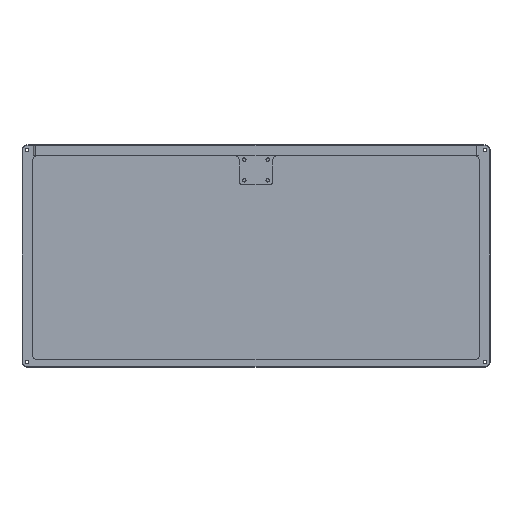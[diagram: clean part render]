
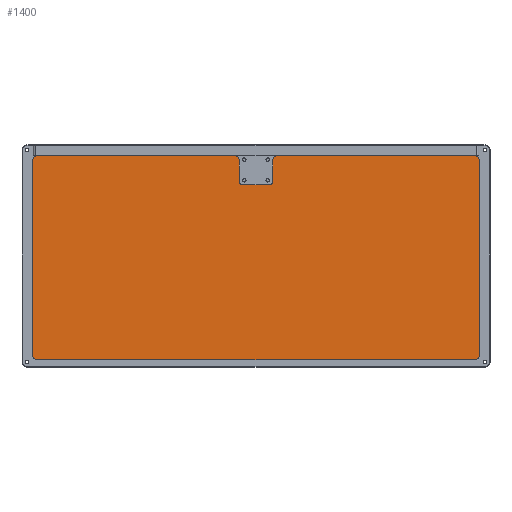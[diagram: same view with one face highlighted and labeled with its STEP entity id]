
A CAD part, top view. The second image highlights one B-rep face of the part: STEP entity #1400.
In plain terms, the highlighted planar face has unit normal (0, 0, 1).
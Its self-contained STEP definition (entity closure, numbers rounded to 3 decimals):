
#82=FACE_OUTER_BOUND('',#173,.T.);
#173=EDGE_LOOP('',(#965,#966,#967,#968,#969,#970,#971,#972,#973,#974,#975,
#976,#977,#978,#979,#980));
#277=LINE('',#2147,#405);
#282=LINE('',#2162,#410);
#283=LINE('',#2166,#411);
#284=LINE('',#2170,#412);
#285=LINE('',#2174,#413);
#286=LINE('',#2177,#414);
#287=LINE('',#2179,#415);
#288=LINE('',#2183,#416);
#405=VECTOR('',#1684,10.);
#410=VECTOR('',#1697,116.088);
#411=VECTOR('',#1700,10.);
#412=VECTOR('',#1703,10.);
#413=VECTOR('',#1706,10.);
#414=VECTOR('',#1709,116.088);
#415=VECTOR('',#1710,10.);
#416=VECTOR('',#1713,10.);
#535=CIRCLE('',#1495,3.);
#537=CIRCLE('',#1499,3.);
#539=CIRCLE('',#1502,3.);
#540=CIRCLE('',#1503,3.);
#541=CIRCLE('',#1504,3.);
#542=CIRCLE('',#1505,3.);
#543=CIRCLE('',#1506,2.);
#544=CIRCLE('',#1507,2.);
#617=VERTEX_POINT('',#2137);
#618=VERTEX_POINT('',#2138);
#621=VERTEX_POINT('',#2146);
#623=VERTEX_POINT('',#2152);
#624=VERTEX_POINT('',#2153);
#627=VERTEX_POINT('',#2161);
#628=VERTEX_POINT('',#2163);
#629=VERTEX_POINT('',#2165);
#630=VERTEX_POINT('',#2167);
#631=VERTEX_POINT('',#2169);
#632=VERTEX_POINT('',#2171);
#633=VERTEX_POINT('',#2173);
#634=VERTEX_POINT('',#2175);
#635=VERTEX_POINT('',#2178);
#636=VERTEX_POINT('',#2180);
#637=VERTEX_POINT('',#2182);
#747=EDGE_CURVE('',#617,#618,#535,.T.);
#751=EDGE_CURVE('',#621,#617,#277,.T.);
#754=EDGE_CURVE('',#623,#624,#537,.T.);
#758=EDGE_CURVE('',#618,#627,#282,.T.);
#759=EDGE_CURVE('',#628,#627,#539,.T.);
#760=EDGE_CURVE('',#629,#628,#283,.T.);
#761=EDGE_CURVE('',#630,#629,#540,.T.);
#762=EDGE_CURVE('',#631,#630,#284,.T.);
#763=EDGE_CURVE('',#632,#631,#541,.T.);
#764=EDGE_CURVE('',#633,#632,#285,.T.);
#765=EDGE_CURVE('',#634,#633,#542,.T.);
#766=EDGE_CURVE('',#634,#623,#286,.T.);
#767=EDGE_CURVE('',#624,#635,#287,.T.);
#768=EDGE_CURVE('',#635,#636,#543,.T.);
#769=EDGE_CURVE('',#636,#637,#288,.T.);
#770=EDGE_CURVE('',#637,#621,#544,.T.);
#965=ORIENTED_EDGE('',*,*,#747,.T.);
#966=ORIENTED_EDGE('',*,*,#758,.T.);
#967=ORIENTED_EDGE('',*,*,#759,.F.);
#968=ORIENTED_EDGE('',*,*,#760,.F.);
#969=ORIENTED_EDGE('',*,*,#761,.F.);
#970=ORIENTED_EDGE('',*,*,#762,.F.);
#971=ORIENTED_EDGE('',*,*,#763,.F.);
#972=ORIENTED_EDGE('',*,*,#764,.F.);
#973=ORIENTED_EDGE('',*,*,#765,.F.);
#974=ORIENTED_EDGE('',*,*,#766,.T.);
#975=ORIENTED_EDGE('',*,*,#754,.T.);
#976=ORIENTED_EDGE('',*,*,#767,.T.);
#977=ORIENTED_EDGE('',*,*,#768,.T.);
#978=ORIENTED_EDGE('',*,*,#769,.T.);
#979=ORIENTED_EDGE('',*,*,#770,.T.);
#980=ORIENTED_EDGE('',*,*,#751,.T.);
#1355=PLANE('',#1501);
#1400=ADVANCED_FACE('',(#82),#1355,.T.);
#1495=AXIS2_PLACEMENT_3D('',#2139,#1676,#1677);
#1499=AXIS2_PLACEMENT_3D('',#2154,#1689,#1690);
#1501=AXIS2_PLACEMENT_3D('',#2160,#1695,#1696);
#1502=AXIS2_PLACEMENT_3D('',#2164,#1698,#1699);
#1503=AXIS2_PLACEMENT_3D('',#2168,#1701,#1702);
#1504=AXIS2_PLACEMENT_3D('',#2172,#1704,#1705);
#1505=AXIS2_PLACEMENT_3D('',#2176,#1707,#1708);
#1506=AXIS2_PLACEMENT_3D('',#2181,#1711,#1712);
#1507=AXIS2_PLACEMENT_3D('',#2184,#1714,#1715);
#1676=DIRECTION('center_axis',(0.,0.,1.));
#1677=DIRECTION('ref_axis',(0.707,0.707,0.));
#1684=DIRECTION('',(0.,1.,0.));
#1689=DIRECTION('center_axis',(0.,0.,1.));
#1690=DIRECTION('ref_axis',(-0.707,0.707,0.));
#1695=DIRECTION('center_axis',(0.,0.,1.));
#1696=DIRECTION('ref_axis',(0.,-1.,0.));
#1697=DIRECTION('',(-1.,0.,0.));
#1698=DIRECTION('center_axis',(0.,0.,-1.));
#1699=DIRECTION('ref_axis',(0.,1.,0.));
#1700=DIRECTION('',(0.,1.,0.));
#1701=DIRECTION('center_axis',(0.,0.,-1.));
#1702=DIRECTION('ref_axis',(-1.,0.,0.));
#1703=DIRECTION('',(-1.,0.,0.));
#1704=DIRECTION('center_axis',(0.,0.,-1.));
#1705=DIRECTION('ref_axis',(0.,-1.,0.));
#1706=DIRECTION('',(0.,-1.,0.));
#1707=DIRECTION('center_axis',(0.,0.,-1.));
#1708=DIRECTION('ref_axis',(1.,0.,0.));
#1709=DIRECTION('',(-1.,0.,0.));
#1710=DIRECTION('',(0.,-1.,0.));
#1711=DIRECTION('center_axis',(0.,0.,-1.));
#1712=DIRECTION('ref_axis',(0.,-1.,0.));
#1713=DIRECTION('',(-1.,0.,0.));
#1714=DIRECTION('center_axis',(0.,0.,-1.));
#1715=DIRECTION('ref_axis',(-1.,0.,0.));
#2137=CARTESIAN_POINT('',(123.681,-72.716,4.06));
#2138=CARTESIAN_POINT('',(120.681,-69.716,4.06));
#2139=CARTESIAN_POINT('Origin',(120.681,-72.716,4.06));
#2146=CARTESIAN_POINT('',(123.681,-85.216,4.06));
#2147=CARTESIAN_POINT('',(123.681,-109.122,4.06));
#2152=CARTESIAN_POINT('',(146.681,-69.716,4.06));
#2153=CARTESIAN_POINT('',(143.681,-72.716,4.06));
#2154=CARTESIAN_POINT('Origin',(146.681,-72.716,4.06));
#2160=CARTESIAN_POINT('Origin',(133.681,-148.527,4.06));
#2161=CARTESIAN_POINT('',(2.444,-69.716,4.06));
#2162=CARTESIAN_POINT('',(118.681,-69.716,4.06));
#2163=CARTESIAN_POINT('',(-0.556,-72.716,4.06));
#2164=CARTESIAN_POINT('Origin',(2.444,-72.716,4.06));
#2165=CARTESIAN_POINT('',(-0.556,-189.327,4.06));
#2166=CARTESIAN_POINT('',(-0.556,-189.327,4.06));
#2167=CARTESIAN_POINT('',(2.444,-192.327,4.06));
#2168=CARTESIAN_POINT('Origin',(2.444,-189.327,4.06));
#2169=CARTESIAN_POINT('',(264.919,-192.327,4.06));
#2170=CARTESIAN_POINT('',(264.919,-192.327,4.06));
#2171=CARTESIAN_POINT('',(267.919,-189.327,4.06));
#2172=CARTESIAN_POINT('Origin',(264.919,-189.327,4.06));
#2173=CARTESIAN_POINT('',(267.919,-72.716,4.06));
#2174=CARTESIAN_POINT('',(267.919,-72.716,4.06));
#2175=CARTESIAN_POINT('',(264.919,-69.716,4.06));
#2176=CARTESIAN_POINT('Origin',(264.919,-72.716,4.06));
#2177=CARTESIAN_POINT('',(118.681,-69.716,4.06));
#2178=CARTESIAN_POINT('',(143.681,-85.216,4.06));
#2179=CARTESIAN_POINT('',(143.681,-116.872,4.06));
#2180=CARTESIAN_POINT('',(141.681,-87.216,4.06));
#2181=CARTESIAN_POINT('Origin',(141.681,-85.216,4.06));
#2182=CARTESIAN_POINT('',(125.681,-87.216,4.06));
#2183=CARTESIAN_POINT('',(129.681,-87.216,4.06));
#2184=CARTESIAN_POINT('Origin',(125.681,-85.216,4.06));
